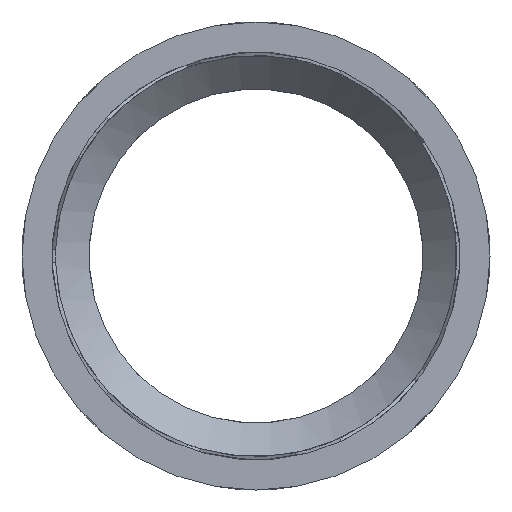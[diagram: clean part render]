
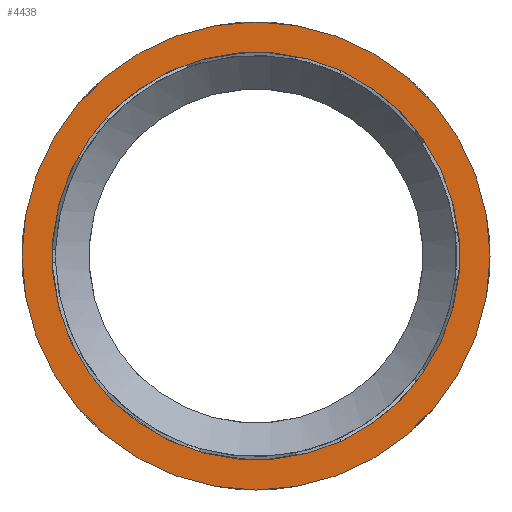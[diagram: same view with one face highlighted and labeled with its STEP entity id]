
A CAD part, front view. The second image highlights one B-rep face of the part: STEP entity #4438.
In plain terms, the highlighted planar face has unit normal (0, -1, 0).
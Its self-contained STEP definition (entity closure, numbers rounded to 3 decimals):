
#163=FACE_BOUND('',#705,.T.);
#377=FACE_OUTER_BOUND('',#704,.T.);
#704=EDGE_LOOP('',(#3628));
#705=EDGE_LOOP('',(#3629));
#1215=CIRCLE('',#4806,35.);
#1216=CIRCLE('',#4807,30.5);
#2175=VERTEX_POINT('',#8090);
#2176=VERTEX_POINT('',#8092);
#2719=EDGE_CURVE('',#2175,#2175,#1215,.T.);
#2720=EDGE_CURVE('',#2176,#2176,#1216,.T.);
#3628=ORIENTED_EDGE('',*,*,#2719,.T.);
#3629=ORIENTED_EDGE('',*,*,#2720,.T.);
#4301=PLANE('',#4805);
#4438=ADVANCED_FACE('',(#377,#163),#4301,.F.);
#4805=AXIS2_PLACEMENT_3D('',#8089,#5525,#5526);
#4806=AXIS2_PLACEMENT_3D('',#8091,#5527,#5528);
#4807=AXIS2_PLACEMENT_3D('',#8093,#5529,#5530);
#5525=DIRECTION('center_axis',(0.,1.,0.));
#5526=DIRECTION('ref_axis',(0.707,0.,0.707));
#5527=DIRECTION('center_axis',(0.,-1.,0.));
#5528=DIRECTION('ref_axis',(0.707,0.,0.707));
#5529=DIRECTION('center_axis',(0.,1.,0.));
#5530=DIRECTION('ref_axis',(0.707,0.,0.707));
#8089=CARTESIAN_POINT('Origin',(0.,-25.,0.));
#8090=CARTESIAN_POINT('',(-35.,-25.,0.));
#8091=CARTESIAN_POINT('Origin',(0.,-25.,0.));
#8092=CARTESIAN_POINT('',(-21.567,-25.,-21.567));
#8093=CARTESIAN_POINT('Origin',(0.,-25.,0.));
